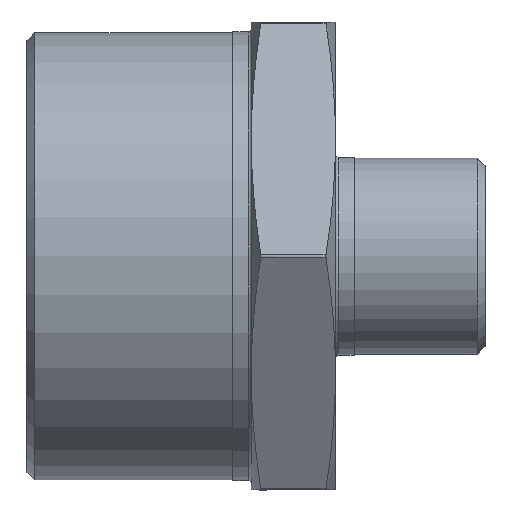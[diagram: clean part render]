
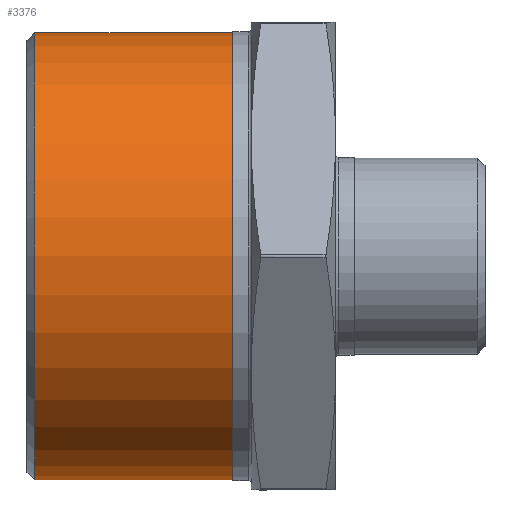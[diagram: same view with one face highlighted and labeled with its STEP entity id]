
A CAD part, front view. The second image highlights one B-rep face of the part: STEP entity #3376.
In plain terms, the highlighted cylindrical face has radius 23.901 mm (diameter 47.803 mm), a full revolution.
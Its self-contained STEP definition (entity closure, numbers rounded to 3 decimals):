
#1555 = VERTEX_POINT ( 'NONE', #1560 ) ;
#1560 = CARTESIAN_POINT ( 'NONE',  ( -27.675, 0., 23.901 ) ) ;
#1584 = VERTEX_POINT ( 'NONE', #1585 ) ;
#1585 = CARTESIAN_POINT ( 'NONE',  ( -6.5, 0., 23.901 ) ) ;
#3168 = AXIS2_PLACEMENT_3D ( 'NONE', #5553, #5540, #5559 ) ;
#3178 = AXIS2_PLACEMENT_3D ( 'NONE', #5637, #5669, #5628 ) ;
#3197 = CIRCLE ( 'NONE', #3178, 23.901 ) ;
#3221 = CIRCLE ( 'NONE', #3168, 23.901 ) ;
#3376 = ADVANCED_FACE ( 'NONE', ( #11622, #11640 ), #11626, .T. ) ;
#4160 = EDGE_LOOP ( 'NONE', ( #6620 ) ) ;
#4213 = EDGE_LOOP ( 'NONE', ( #6165 ) ) ;
#5540 = DIRECTION ( 'NONE',  ( -1., 0., 0. ) ) ;
#5553 = CARTESIAN_POINT ( 'NONE',  ( -27.675, 0., 0. ) ) ;
#5559 = DIRECTION ( 'NONE',  ( 0., 0., 1. ) ) ;
#5628 = DIRECTION ( 'NONE',  ( 0., 0., 1. ) ) ;
#5637 = CARTESIAN_POINT ( 'NONE',  ( -6.5, 0., 0. ) ) ;
#5669 = DIRECTION ( 'NONE',  ( -1., 0., 0. ) ) ;
#6165 = ORIENTED_EDGE ( 'NONE', *, *, #6808, .T. ) ;
#6620 = ORIENTED_EDGE ( 'NONE', *, *, #6796, .F. ) ;
#6796 = EDGE_CURVE ( 'NONE', #1555, #1555, #3221, .T. ) ;
#6808 = EDGE_CURVE ( 'NONE', #1584, #1584, #3197, .T. ) ;
#9228 = AXIS2_PLACEMENT_3D ( 'NONE', #11623, #11630, #11652 ) ;
#11622 = FACE_OUTER_BOUND ( 'NONE', #4213, .T. ) ;
#11623 = CARTESIAN_POINT ( 'NONE',  ( 0., 0., 0. ) ) ;
#11626 = CYLINDRICAL_SURFACE ( 'NONE', #9228, 23.901 ) ;
#11630 = DIRECTION ( 'NONE',  ( -1., 0., 0. ) ) ;
#11640 = FACE_OUTER_BOUND ( 'NONE', #4160, .T. ) ;
#11652 = DIRECTION ( 'NONE',  ( 0., 0., 1. ) ) ;
